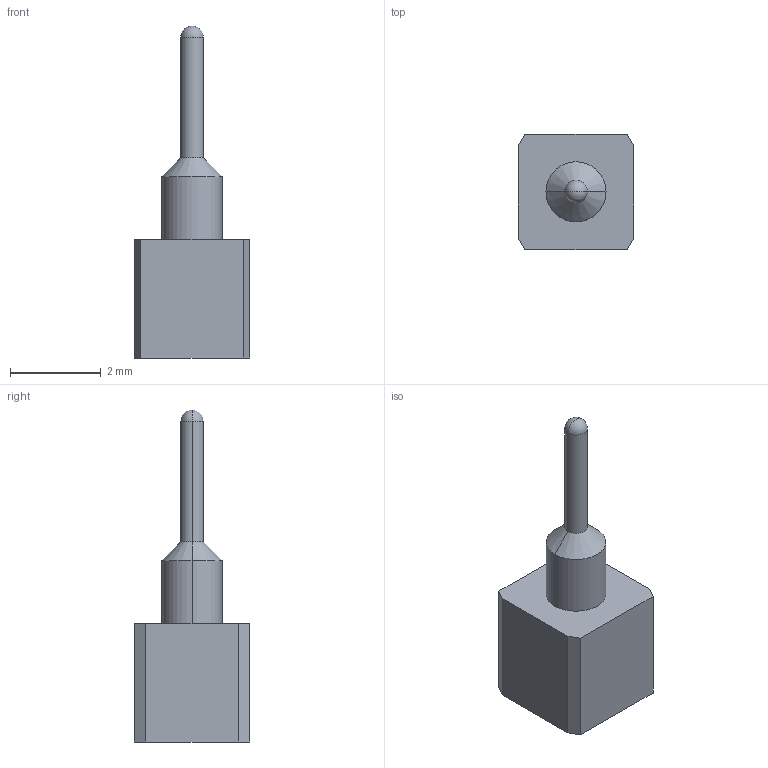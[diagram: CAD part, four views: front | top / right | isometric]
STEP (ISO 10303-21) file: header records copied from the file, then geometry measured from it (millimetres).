
FILE_DESCRIPTION (( 'STEP AP214' ), '1' );
FILE_NAME ('1x1 Machined Socket.STEP', '2022-04-07T06:29:27', ( '' ), ( '' ), 'SwSTEP 2.0', 'SolidWorks 2020', '' );
FILE_SCHEMA (( 'AUTOMOTIVE_DESIGN' ));
Length unit declared in the file: millimetre
Products named in the file (1): 1x1 Machined Socket
Bounding box: 2.54 x 2.54 x 7.3 mm (x, y, z)
Volume: 18.9 mm3; surface area: 50.4 mm2
Topology: 1 solids, 1 shells, 24 faces, 56 edges, 34 vertices
Faces by surface type: plane 11, cylinder 6, cone 5, sphere 2
Entity records: 837 total; most frequent: DIRECTION 119, CARTESIAN_POINT 109, ORIENTED_EDGE 104, EDGE_CURVE 52, AXIS2_PLACEMENT_3D 42, LINE 35, VECTOR 35, VERTEX_POINT 32
